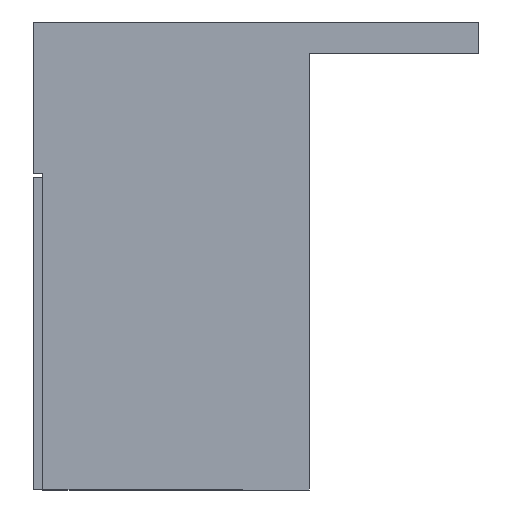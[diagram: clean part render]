
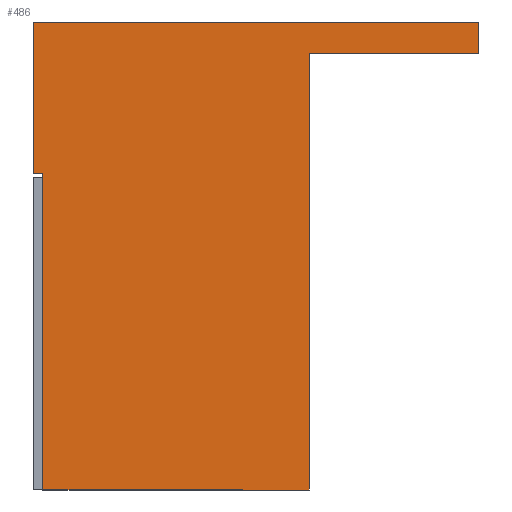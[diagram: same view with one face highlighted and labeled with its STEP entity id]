
A CAD part, front view. The second image highlights one B-rep face of the part: STEP entity #486.
In plain terms, the highlighted planar face has unit normal (0, -1, 0).
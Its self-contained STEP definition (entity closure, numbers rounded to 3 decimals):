
#25 = VECTOR ( 'NONE', #2752, 1000. ) ;
#112 = VERTEX_POINT ( 'NONE', #2979 ) ;
#196 = ORIENTED_EDGE ( 'NONE', *, *, #4991, .F. ) ;
#229 = DIRECTION ( 'NONE',  ( -1., 0., 0. ) ) ;
#273 = LINE ( 'NONE', #2044, #3246 ) ;
#372 = AXIS2_PLACEMENT_3D ( 'NONE', #818, #1159, #4228 ) ;
#394 = VERTEX_POINT ( 'NONE', #845 ) ;
#415 = LINE ( 'NONE', #973, #2632 ) ;
#486 = ADVANCED_FACE ( 'NONE', ( #5461 ), #3208, .T. ) ;
#544 = CARTESIAN_POINT ( 'NONE',  ( 1.1, -60., -52.5 ) ) ;
#693 = LINE ( 'NONE', #3023, #3778 ) ;
#704 = VERTEX_POINT ( 'NONE', #4440 ) ;
#804 = ORIENTED_EDGE ( 'NONE', *, *, #2861, .F. ) ;
#818 = CARTESIAN_POINT ( 'NONE',  ( 0., -60., -52.5 ) ) ;
#845 = CARTESIAN_POINT ( 'NONE',  ( 0., -60., -17. ) ) ;
#895 = DIRECTION ( 'NONE',  ( -1., 0., 0. ) ) ;
#912 = VERTEX_POINT ( 'NONE', #3777 ) ;
#966 = CARTESIAN_POINT ( 'NONE',  ( 0., -60., 0. ) ) ;
#973 = CARTESIAN_POINT ( 'NONE',  ( 1.1, -60., -52.5 ) ) ;
#1014 = LINE ( 'NONE', #5097, #3692 ) ;
#1075 = VECTOR ( 'NONE', #4382, 1000. ) ;
#1159 = DIRECTION ( 'NONE',  ( 0., -1., 0. ) ) ;
#1194 = EDGE_CURVE ( 'NONE', #1576, #704, #415, .T. ) ;
#1264 = VECTOR ( 'NONE', #895, 1000. ) ;
#1303 = LINE ( 'NONE', #3050, #1075 ) ;
#1455 = DIRECTION ( 'NONE',  ( 1., 0., 0. ) ) ;
#1523 = ORIENTED_EDGE ( 'NONE', *, *, #1580, .F. ) ;
#1576 = VERTEX_POINT ( 'NONE', #544 ) ;
#1580 = EDGE_CURVE ( 'NONE', #394, #1880, #5087, .T. ) ;
#1813 = ORIENTED_EDGE ( 'NONE', *, *, #1877, .F. ) ;
#1855 = ORIENTED_EDGE ( 'NONE', *, *, #5131, .F. ) ;
#1877 = EDGE_CURVE ( 'NONE', #4920, #112, #1014, .T. ) ;
#1880 = VERTEX_POINT ( 'NONE', #966 ) ;
#2005 = CARTESIAN_POINT ( 'NONE',  ( 50., -60., -3.5 ) ) ;
#2044 = CARTESIAN_POINT ( 'NONE',  ( 50., -60., 0. ) ) ;
#2053 = ORIENTED_EDGE ( 'NONE', *, *, #3009, .F. ) ;
#2055 = EDGE_CURVE ( 'NONE', #3878, #4920, #693, .T. ) ;
#2138 = ORIENTED_EDGE ( 'NONE', *, *, #1194, .F. ) ;
#2314 = CARTESIAN_POINT ( 'NONE',  ( 31., -60., -3.5 ) ) ;
#2364 = CARTESIAN_POINT ( 'NONE',  ( 0., -60., 0. ) ) ;
#2632 = VECTOR ( 'NONE', #4100, 1000. ) ;
#2660 = LINE ( 'NONE', #4016, #1264 ) ;
#2752 = DIRECTION ( 'NONE',  ( 0., 0., 1. ) ) ;
#2861 = EDGE_CURVE ( 'NONE', #112, #1576, #1303, .T. ) ;
#2979 = CARTESIAN_POINT ( 'NONE',  ( 31., -60., -52.5 ) ) ;
#3009 = EDGE_CURVE ( 'NONE', #704, #394, #2660, .T. ) ;
#3023 = CARTESIAN_POINT ( 'NONE',  ( 31., -60., -3.5 ) ) ;
#3050 = CARTESIAN_POINT ( 'NONE',  ( 0., -60., -52.5 ) ) ;
#3208 = PLANE ( 'NONE',  #372 ) ;
#3246 = VECTOR ( 'NONE', #3835, 1000. ) ;
#3376 = CARTESIAN_POINT ( 'NONE',  ( 27.47, -60., 0. ) ) ;
#3692 = VECTOR ( 'NONE', #4689, 1000. ) ;
#3777 = CARTESIAN_POINT ( 'NONE',  ( 50., -60., 0. ) ) ;
#3778 = VECTOR ( 'NONE', #229, 1000. ) ;
#3835 = DIRECTION ( 'NONE',  ( 0., 0., -1. ) ) ;
#3878 = VERTEX_POINT ( 'NONE', #2005 ) ;
#4016 = CARTESIAN_POINT ( 'NONE',  ( 1.1, -60., -17. ) ) ;
#4100 = DIRECTION ( 'NONE',  ( 0., 0., 1. ) ) ;
#4228 = DIRECTION ( 'NONE',  ( 0., 0., -1. ) ) ;
#4382 = DIRECTION ( 'NONE',  ( -1., 0., 0. ) ) ;
#4440 = CARTESIAN_POINT ( 'NONE',  ( 1.1, -60., -17. ) ) ;
#4669 = ORIENTED_EDGE ( 'NONE', *, *, #2055, .F. ) ;
#4689 = DIRECTION ( 'NONE',  ( 0., 0., -1. ) ) ;
#4920 = VERTEX_POINT ( 'NONE', #2314 ) ;
#4991 = EDGE_CURVE ( 'NONE', #1880, #912, #5152, .T. ) ;
#5087 = LINE ( 'NONE', #2364, #25 ) ;
#5097 = CARTESIAN_POINT ( 'NONE',  ( 31., -60., -3.5 ) ) ;
#5131 = EDGE_CURVE ( 'NONE', #912, #3878, #273, .T. ) ;
#5152 = LINE ( 'NONE', #3376, #5624 ) ;
#5461 = FACE_OUTER_BOUND ( 'NONE', #5522, .T. ) ;
#5522 = EDGE_LOOP ( 'NONE', ( #2053, #2138, #804, #1813, #4669, #1855, #196, #1523 ) ) ;
#5624 = VECTOR ( 'NONE', #1455, 1000. ) ;
